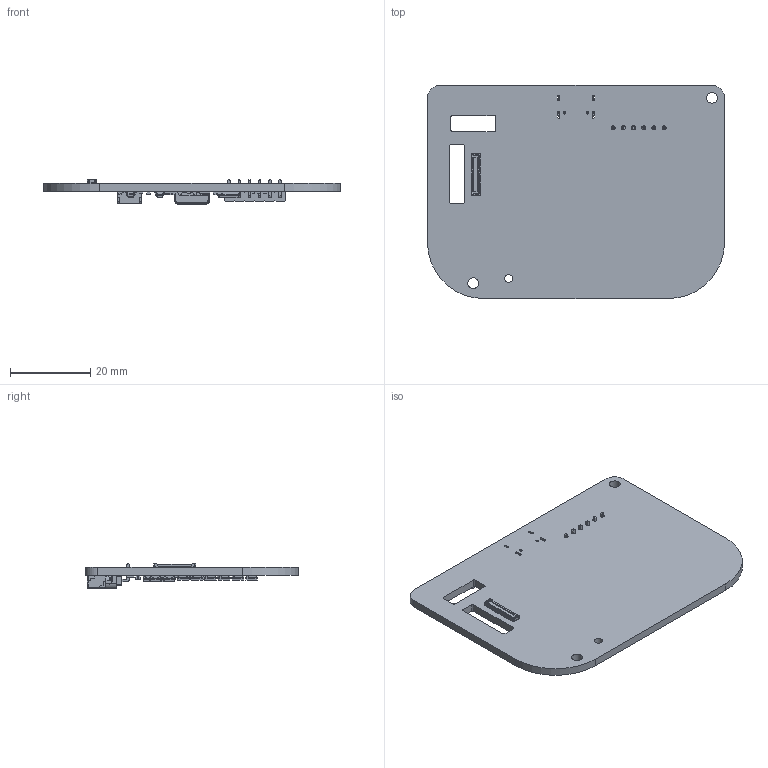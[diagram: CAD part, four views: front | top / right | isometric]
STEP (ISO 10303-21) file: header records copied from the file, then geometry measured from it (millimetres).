
FILE_DESCRIPTION(('KiCad electronic assembly'),'2;1');
FILE_NAME('bbq20_keyboard.step','2021-10-11T18:31:34',('Pcbnew'),( 'Kicad'),'Open CASCADE STEP processor 7.5','KiCad to STEP converter' ,'Unknown');
FILE_SCHEMA(('AUTOMOTIVE_DESIGN { 1 0 10303 214 1 1 1 1 }'));
Length unit declared in the file: millimetre
Products named in the file (26): bbq20_keyboard 1; BM20B(0.8)-40DS-0.4V; SOLID; R_0603_1608Metric; C_0603_1608Metric; SOT-23; SSOP-8_5.25x5.24mm_P1.27mm; QFN-56-1EP_7x7mm_P0.4mm_EP5.7x5.7mm; SOT-23-5; SM04B-SRSS-TB; D_SOD-323; PinHeader_1x06_P2.54mm_Horizontal; GT-USB-7010; COMPOUND; Crystal_SMD_3225-4Pin_3.2x2.5mm; bbq20_keyboard PCB
Assembly tree (67 placements, depth 3):
  bbq20_keyboard 1
    BM20B(0.8)-40DS-0.4V
      SOLID
    R_0603_1608Metric  x22
      SOLID
    C_0603_1608Metric  x15
      SOLID
    SOT-23  x6
      SOLID
    SSOP-8_5.25x5.24mm_P1.27mm
      SOLID
    QFN-56-1EP_7x7mm_P0.4mm_EP5.7x5.7mm
      SOLID
    SOT-23-5  x3
      SOLID
    SM04B-SRSS-TB
      SOLID
    D_SOD-323
      SOLID
    PinHeader_1x06_P2.54mm_Horizontal
      SOLID
    GT-USB-7010
      COMPOUND
    Crystal_SMD_3225-4Pin_3.2x2.5mm
      SOLID
    bbq20_keyboard PCB
Bounding box: 74 x 53.1 x 6.21 mm (x, y, z)
Volume: 7901 mm3; surface area: 10006.2 mm2
Topology: 78 solids, 78 shells, 6200 faces, 17057 edges, 10970 vertices
Faces by surface type: bspline 6147, cylinder 31, plane 22
Full cylindrical faces by diameter (mm): 0.65 x2, 1 x6, 2 x1, 2.7 x2
Entity records: 316909 total; most frequent: CARTESIAN_POINT 129471, B_SPLINE_CURVE_WITH_KNOTS 34717, ORIENTED_EDGE 26318, PCURVE 26318, DEFINITIONAL_REPRESENTATION 26318, EDGE_CURVE 13159, SURFACE_CURVE 13142, VERTEX_POINT 8504
